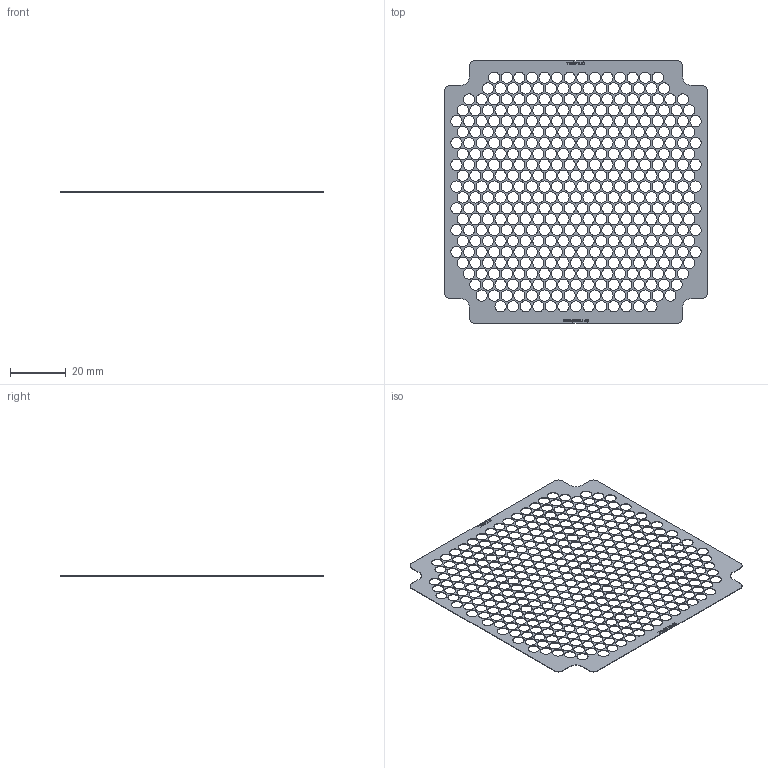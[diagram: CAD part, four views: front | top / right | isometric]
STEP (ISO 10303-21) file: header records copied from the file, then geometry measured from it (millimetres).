
FILE_DESCRIPTION (( 'STEP AP214' ), '1' );
FILE_NAME ('LEB-92-RE-40.STEP', '2013-05-16T10:53:41', ( '' ), ( '' ), 'SwSTEP 2.0', 'SolidWorks 2013', '' );
FILE_SCHEMA (( 'AUTOMOTIVE_DESIGN' ));
Length unit declared in the file: millimetre
Products named in the file (1): LEB-92-RE-40
Bounding box: 94 x 94 x 0.2 mm (x, y, z)
Volume: 691.9 mm3; surface area: 8006.1 mm2
Topology: 1 solids, 1 shells, 745 faces, 2148 edges, 1432 vertices
Faces by surface type: cylinder 415, plane 172, bspline 158
Full cylindrical faces by diameter (mm): 4 x403
Entity records: 25331 total; most frequent: CARTESIAN_POINT 5977, ORIENTED_EDGE 3490, DIRECTION 3435, EDGE_LOOP 1981, EDGE_CURVE 1745, VERTEX_POINT 1432, AXIS2_PLACEMENT_3D 1418, FACE_OUTER_BOUND 1148
